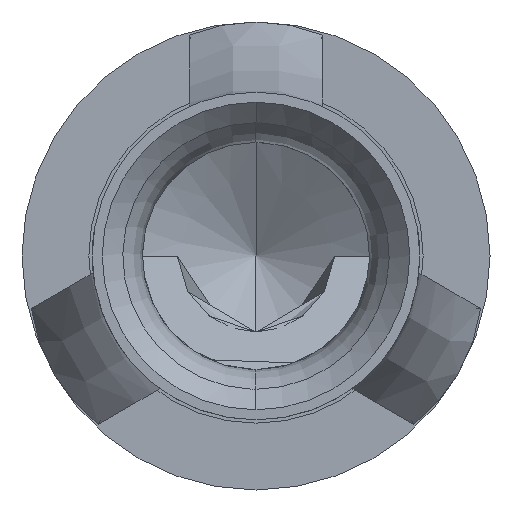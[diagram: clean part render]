
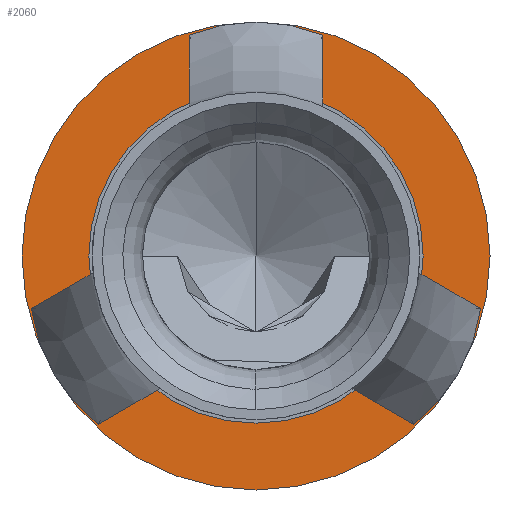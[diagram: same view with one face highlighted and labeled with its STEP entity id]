
A CAD part, left-side view. The second image highlights one B-rep face of the part: STEP entity #2060.
In plain terms, the highlighted planar face has unit normal (-1, 0, 0).
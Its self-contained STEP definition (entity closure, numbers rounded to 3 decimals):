
#547=CARTESIAN_POINT('',(0.95,0.,0.));
#548=DIRECTION('',(1.,0.,0.));
#549=DIRECTION('',(0.,0.,-1.));
#550=AXIS2_PLACEMENT_3D('',#547,#548,#549);
#552=CARTESIAN_POINT('',(0.95,0.,0.));
#553=DIRECTION('',(1.,0.,0.));
#554=DIRECTION('',(0.,0.,1.));
#555=AXIS2_PLACEMENT_3D('',#552,#553,#554);
#557=CARTESIAN_POINT('',(0.95,0.,0.));
#558=DIRECTION('',(-1.,0.,0.));
#559=DIRECTION('',(0.,0.,-1.));
#560=AXIS2_PLACEMENT_3D('',#557,#558,#559);
#562=CARTESIAN_POINT('',(0.95,0.,0.));
#563=DIRECTION('',(-1.,0.,0.));
#564=DIRECTION('',(0.,0.,1.));
#565=AXIS2_PLACEMENT_3D('',#562,#563,#564);
#1419=CARTESIAN_POINT('',(0.95,0.,1.25));
#1420=CARTESIAN_POINT('',(0.95,0.,-1.25));
#1421=VERTEX_POINT('',#1419);
#1422=VERTEX_POINT('',#1420);
#1427=CARTESIAN_POINT('',(0.95,0.,-1.75));
#1428=CARTESIAN_POINT('',(0.95,0.,1.75));
#1429=VERTEX_POINT('',#1427);
#1430=VERTEX_POINT('',#1428);
#2045=CARTESIAN_POINT('',(0.95,0.,0.));
#2046=DIRECTION('',(1.,0.,0.));
#2047=DIRECTION('',(0.,0.,-1.));
#2048=AXIS2_PLACEMENT_3D('',#2045,#2046,#2047);
#2049=PLANE('',#2048);
#2051=ORIENTED_EDGE('',*,*,#2050,.T.);
#2053=ORIENTED_EDGE('',*,*,#2052,.T.);
#2054=EDGE_LOOP('',(#2051,#2053));
#2055=FACE_OUTER_BOUND('',#2054,.F.);
#2056=ORIENTED_EDGE('',*,*,#2038,.T.);
#2057=ORIENTED_EDGE('',*,*,#2027,.T.);
#2058=EDGE_LOOP('',(#2056,#2057));
#2059=FACE_BOUND('',#2058,.F.);
#2060=ADVANCED_FACE('',(#2055,#2059),#2049,.F.);
#551=CIRCLE('',#550,1.75);
#556=CIRCLE('',#555,1.75);
#561=CIRCLE('',#560,1.25);
#566=CIRCLE('',#565,1.25);
#2027=EDGE_CURVE('',#1421,#1422,#566,.T.);
#2038=EDGE_CURVE('',#1422,#1421,#561,.T.);
#2050=EDGE_CURVE('',#1429,#1430,#551,.T.);
#2052=EDGE_CURVE('',#1430,#1429,#556,.T.);
